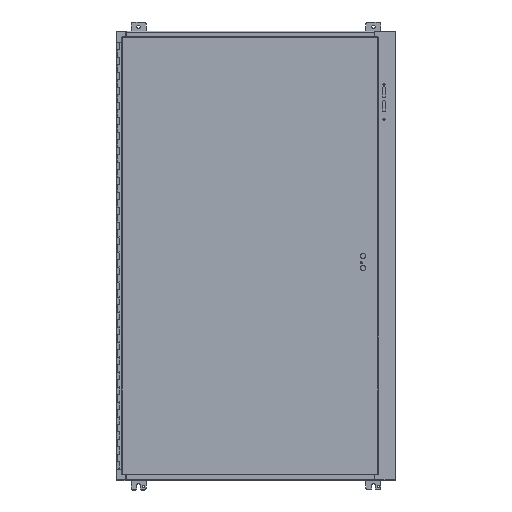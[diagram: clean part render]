
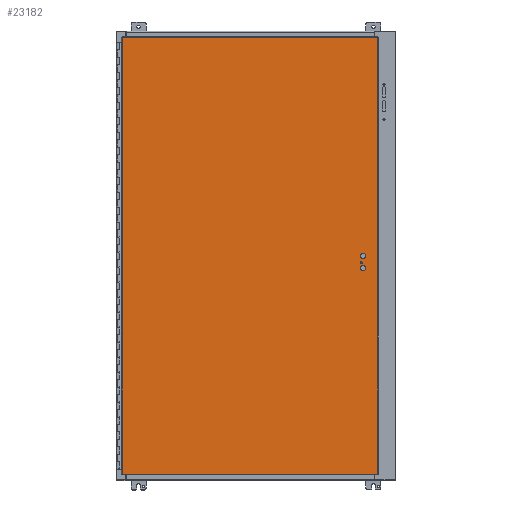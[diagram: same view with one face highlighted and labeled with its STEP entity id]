
A CAD part, top view. The second image highlights one B-rep face of the part: STEP entity #23182.
In plain terms, the highlighted planar face has unit normal (0, 0, 1).
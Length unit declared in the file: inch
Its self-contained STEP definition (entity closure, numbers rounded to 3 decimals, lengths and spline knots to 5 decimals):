
#21878=CARTESIAN_POINT('',(32.62125,27.625,0.074));
#21879=VERTEX_POINT('',#21878);
#21880=CARTESIAN_POINT('',(32.26975,27.625,0.074));
#21881=DIRECTION('',(0.0,0.0,-1.0));
#21882=DIRECTION('',(-1.0,0.0,0.0));
#21883=AXIS2_PLACEMENT_3D('',#21880,#21881,#21882);
#21884=CIRCLE('',#21883,0.3515);
#21885=EDGE_CURVE('',#21879,#21879,#21884,.T.);
#21906=CARTESIAN_POINT('',(32.62125,29.25,0.074));
#21907=VERTEX_POINT('',#21906);
#21908=CARTESIAN_POINT('',(32.26975,29.25,0.074));
#21909=DIRECTION('',(0.0,0.0,-1.0));
#21910=DIRECTION('',(-1.0,0.0,0.0));
#21911=AXIS2_PLACEMENT_3D('',#21908,#21909,#21910);
#21912=CIRCLE('',#21911,0.3515);
#21913=EDGE_CURVE('',#21907,#21907,#21912,.T.);
#21934=CARTESIAN_POINT('',(32.14475,28.313,0.074));
#21935=VERTEX_POINT('',#21934);
#21936=CARTESIAN_POINT('',(32.01975,28.313,0.074));
#21937=DIRECTION('',(0.0,0.0,-1.0));
#21938=DIRECTION('',(-1.0,0.0,0.0));
#21939=AXIS2_PLACEMENT_3D('',#21936,#21937,#21938);
#21940=CIRCLE('',#21939,0.125);
#21941=EDGE_CURVE('',#21935,#21935,#21940,.T.);
#22160=CARTESIAN_POINT('',(34.2385,58.39475,0.074));
#22161=VERTEX_POINT('',#22160);
#22172=CARTESIAN_POINT('',(34.2385,0.10525,0.074));
#22173=VERTEX_POINT('',#22172);
#22174=CARTESIAN_POINT('',(34.2385,0.10525,0.074));
#22175=DIRECTION('',(0.0,1.0,0.0));
#22176=VECTOR('',#22175,58.2895);
#22177=LINE('',#22174,#22176);
#22178=EDGE_CURVE('',#22173,#22161,#22177,.T.);
#22440=CARTESIAN_POINT('',(0.10525,58.39475,0.074));
#22441=VERTEX_POINT('',#22440);
#22452=CARTESIAN_POINT('',(34.2385,58.39475,0.074));
#22453=DIRECTION('',(-1.0,0.0,0.0));
#22454=VECTOR('',#22453,34.13325);
#22455=LINE('',#22452,#22454);
#22456=EDGE_CURVE('',#22161,#22441,#22455,.T.);
#22711=CARTESIAN_POINT('',(0.10525,0.10525,0.074));
#22712=VERTEX_POINT('',#22711);
#22723=CARTESIAN_POINT('',(0.10525,58.39475,0.074));
#22724=DIRECTION('',(0.0,-1.0,0.0));
#22725=VECTOR('',#22724,58.2895);
#22726=LINE('',#22723,#22725);
#22727=EDGE_CURVE('',#22441,#22712,#22726,.T.);
#22925=CARTESIAN_POINT('',(0.10525,0.10525,0.074));
#22926=DIRECTION('',(1.0,0.0,0.0));
#22927=VECTOR('',#22926,34.13325);
#22928=LINE('',#22925,#22927);
#22929=EDGE_CURVE('',#22712,#22173,#22928,.T.);
#23162=CARTESIAN_POINT('',(17.17187,29.25,0.074));
#23163=DIRECTION('',(0.0,0.0,1.0));
#23164=DIRECTION('',(1.0,0.0,0.0));
#23165=AXIS2_PLACEMENT_3D('',#23162,#23163,#23164);
#23166=PLANE('',#23165);
#23167=ORIENTED_EDGE('',*,*,#22178,.T.);
#23168=ORIENTED_EDGE('',*,*,#22456,.T.);
#23169=ORIENTED_EDGE('',*,*,#22727,.T.);
#23170=ORIENTED_EDGE('',*,*,#22929,.T.);
#23171=EDGE_LOOP('',(#23167,#23168,#23169,#23170));
#23172=FACE_OUTER_BOUND('',#23171,.T.);
#23173=ORIENTED_EDGE('',*,*,#21885,.T.);
#23174=EDGE_LOOP('',(#23173));
#23175=FACE_BOUND('',#23174,.T.);
#23176=ORIENTED_EDGE('',*,*,#21913,.T.);
#23177=EDGE_LOOP('',(#23176));
#23178=FACE_BOUND('',#23177,.T.);
#23179=ORIENTED_EDGE('',*,*,#21941,.T.);
#23180=EDGE_LOOP('',(#23179));
#23181=FACE_BOUND('',#23180,.T.);
#23182=ADVANCED_FACE('',(#23172,#23175,#23178,#23181),#23166,.T.);
